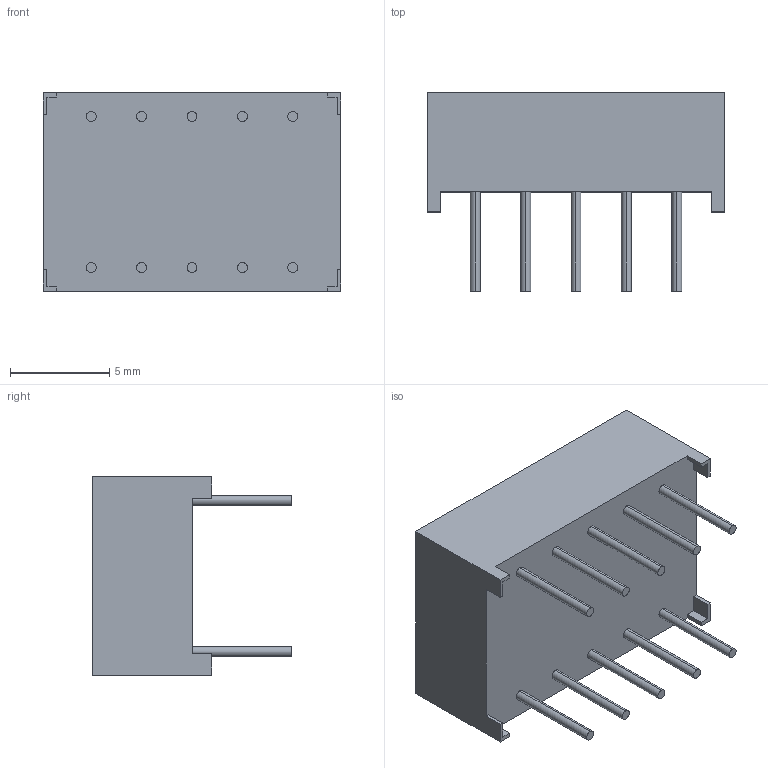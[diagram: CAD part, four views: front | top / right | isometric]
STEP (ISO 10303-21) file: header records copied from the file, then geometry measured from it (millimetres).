
FILE_DESCRIPTION (( 'STEP AP214' ), '1' );
FILE_NAME ('XDxx07x2-B.STEP', '2015-09-11T17:45:04', ( '' ), ( '' ), 'SwSTEP 2.0', 'SolidWorks 2012', '' );
FILE_SCHEMA (( 'AUTOMOTIVE_DESIGN' ));
Length unit declared in the file: millimetre
Products named in the file (1): XDxx07x2-B
Bounding box: 15 x 10 x 10 mm (x, y, z)
Volume: 759.2 mm3; surface area: 648.3 mm2
Topology: 1 solids, 1 shells, 384 faces, 1008 edges, 672 vertices
Faces by surface type: plane 261, bspline 99, cylinder 24
Entity records: 17592 total; most frequent: CARTESIAN_POINT 7420, ORIENTED_EDGE 2016, DIRECTION 1430, EDGE_CURVE 1008, VECTOR 762, LINE 762, VERTEX_POINT 672, EDGE_LOOP 430
